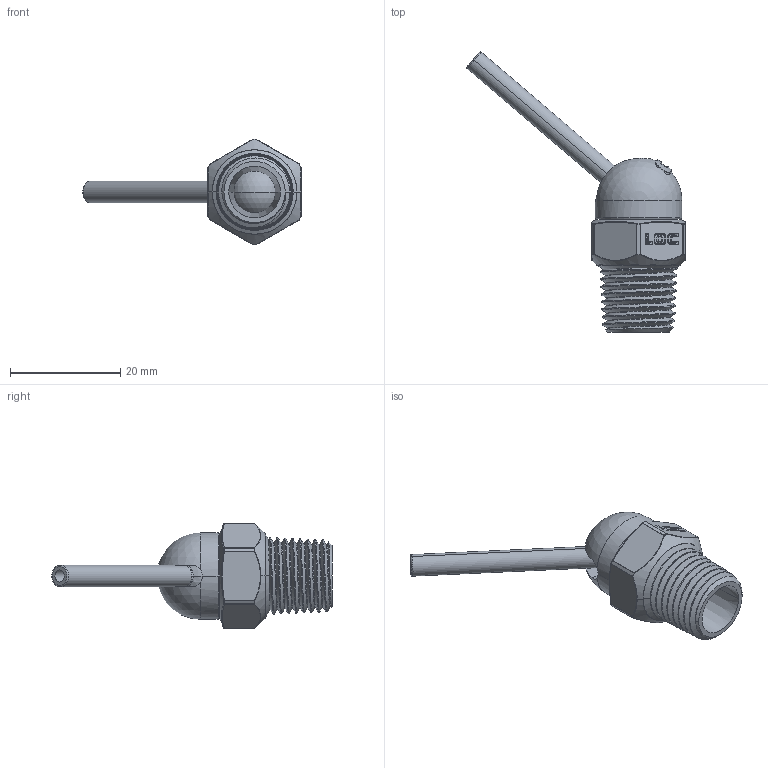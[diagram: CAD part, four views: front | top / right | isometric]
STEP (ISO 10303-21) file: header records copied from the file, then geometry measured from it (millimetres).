
FILE_DESCRIPTION (( 'STEP AP214' ), '1' );
FILE_NAME ('CT 086 X 1.250 X 1-4.STEP', '2014-11-24T19:11:20', ( '' ), ( '' ), 'SwSTEP 2.0', 'SolidWorks 2012', '' );
FILE_SCHEMA (( 'AUTOMOTIVE_DESIGN' ));
Length unit declared in the file: inch
Products named in the file (4): NPT-1-4-Part-size; CTNozzles .062 .086 .117X.250 .500 1.250; CT155 TURRET 72 Degree Slot (PartSize); CT 086 X 1.250 X 1-4
Assembly tree (3 placements, depth 2):
  CT 086 X 1.250 X 1-4
    CT155 TURRET 72 Degree Slot (PartSize)
    CTNozzles .062 .086 .117X.250 .500 1.250
    NPT-1-4-Part-size
Bounding box: 39.58 x 50.81 x 19.09 mm (x, y, z)
Volume: 4275.9 mm3; surface area: 3956.9 mm2
Topology: 3 solids, 3 shells, 359 faces, 857 edges, 512 vertices
Faces by surface type: plane 105, cylinder 97, cone 44, torus 42, bspline 39, sphere 32
Entity records: 15172 total; most frequent: CARTESIAN_POINT 7161, ORIENTED_EDGE 1684, DIRECTION 1588, EDGE_CURVE 842, AXIS2_PLACEMENT_3D 596, VERTEX_POINT 503, LINE 396, VECTOR 396
